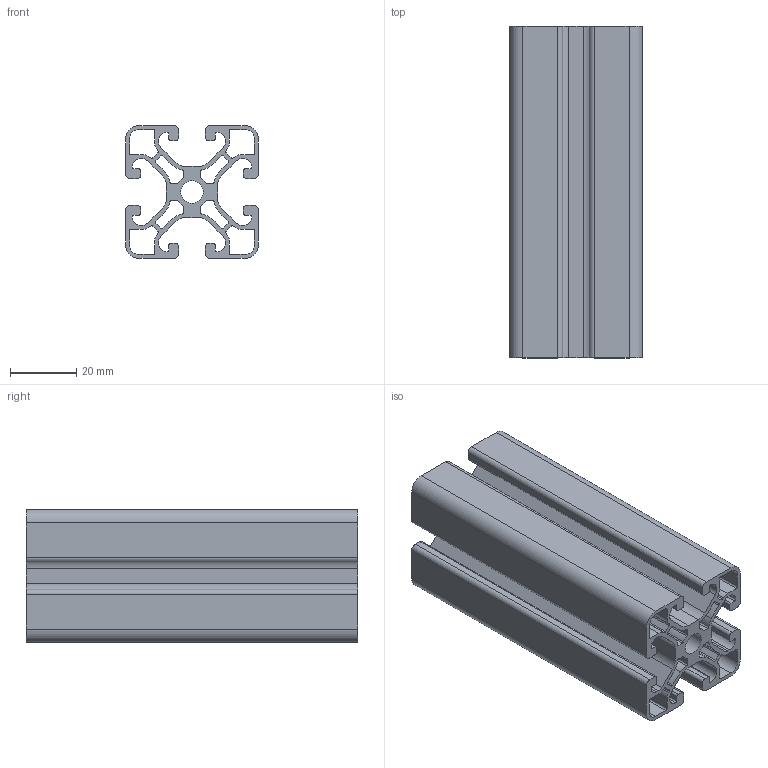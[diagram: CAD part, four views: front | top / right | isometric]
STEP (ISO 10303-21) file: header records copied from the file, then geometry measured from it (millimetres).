
FILE_DESCRIPTION(/* description */ ('Profil 40x40 ekonomický'),/* implementation_level */ '2;1');
FILE_NAME(/* name */ '174040E.stp',/* time_stamp */ '2024-10-09T11:18:13+02:00',/* author */ ('Alutec KK'),/* organization */ ('Alutec K&K'),/* preprocessor_version */ 'ST-DEVELOPER v20',/* originating_system */ 'Autodesk Inventor 2024',/* authorisation */ '');
FILE_SCHEMA (('AUTOMOTIVE_DESIGN { 1 0 10303 214 3 1 1 }'));
Length unit declared in the file: millimetre
Products named in the file (1): 174040E
Bounding box: 40 x 100 x 40 mm (x, y, z)
Volume: 51746.1 mm3; surface area: 59130.4 mm2
Topology: 1 solids, 1 shells, 227 faces, 675 edges, 450 vertices
Faces by surface type: cylinder 133, plane 94
Full cylindrical faces by diameter (mm): 6.8 x1
Entity records: 7803 total; most frequent: DIRECTION 1397, CARTESIAN_POINT 1353, ORIENTED_EDGE 1350, EDGE_CURVE 675, AXIS2_PLACEMENT_3D 494, VERTEX_POINT 450, LINE 409, VECTOR 409
